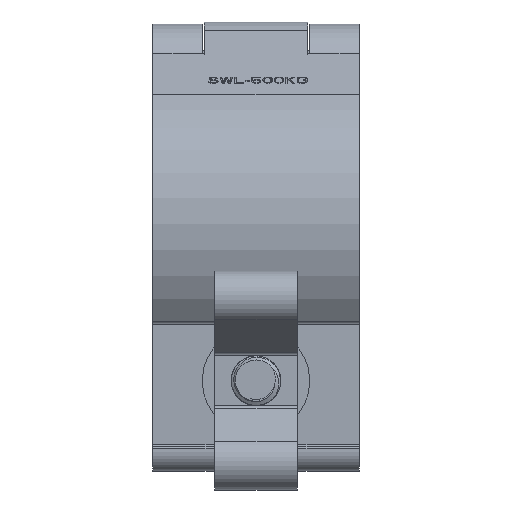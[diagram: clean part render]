
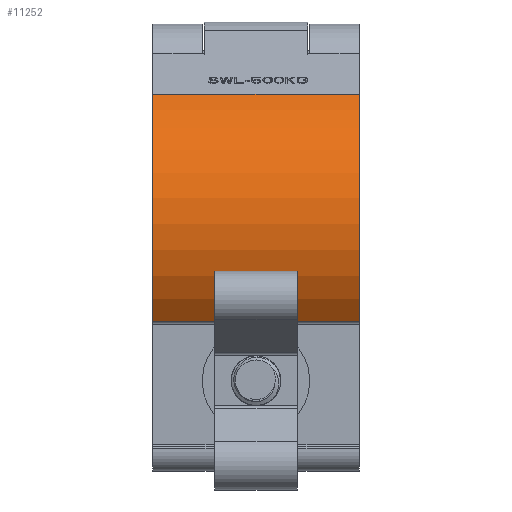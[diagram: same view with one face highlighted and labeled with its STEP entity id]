
A CAD part, top view. The second image highlights one B-rep face of the part: STEP entity #11252.
In plain terms, the highlighted cylindrical face has radius 36.86 mm (diameter 73.72 mm), a partial arc.
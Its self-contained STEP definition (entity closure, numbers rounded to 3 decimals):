
#194=CYLINDRICAL_SURFACE('',#12030,36.86);
#807=LINE('',#15961,#1979);
#1081=LINE('',#16536,#2253);
#1979=VECTOR('',#13114,50.);
#2253=VECTOR('',#13430,50.);
#3125=FACE_OUTER_BOUND('',#3776,.T.);
#3776=EDGE_LOOP('',(#8428,#8429,#8430,#8431));
#4422=CIRCLE('',#12001,36.86);
#4441=CIRCLE('',#12029,36.86);
#4993=VERTEX_POINT('',#15917);
#4995=VERTEX_POINT('',#15920);
#5013=VERTEX_POINT('',#15959);
#5293=VERTEX_POINT('',#16532);
#6191=EDGE_CURVE('',#4995,#4993,#4422,.T.);
#6211=EDGE_CURVE('',#4993,#5013,#807,.T.);
#6497=EDGE_CURVE('',#5293,#5013,#4441,.T.);
#6498=EDGE_CURVE('',#4995,#5293,#1081,.T.);
#8428=ORIENTED_EDGE('',*,*,#6211,.T.);
#8429=ORIENTED_EDGE('',*,*,#6497,.F.);
#8430=ORIENTED_EDGE('',*,*,#6498,.F.);
#8431=ORIENTED_EDGE('',*,*,#6191,.T.);
#11252=ADVANCED_FACE('',(#3125),#194,.T.);
#12001=AXIS2_PLACEMENT_3D('',#15921,#13083,#13084);
#12029=AXIS2_PLACEMENT_3D('',#16534,#13426,#13427);
#12030=AXIS2_PLACEMENT_3D('',#16535,#13428,#13429);
#13083=DIRECTION('center_axis',(-1.,0.,0.));
#13084=DIRECTION('ref_axis',(0.,-0.63,0.777));
#13114=DIRECTION('',(-1.,0.,0.));
#13426=DIRECTION('center_axis',(-1.,0.,0.));
#13427=DIRECTION('ref_axis',(0.,-0.63,0.777));
#13428=DIRECTION('center_axis',(-1.,0.,0.));
#13429=DIRECTION('ref_axis',(0.,-0.999,-0.032));
#13430=DIRECTION('',(-1.,0.,0.));
#15917=CARTESIAN_POINT('',(263.206,-54.435,-7.254));
#15920=CARTESIAN_POINT('',(263.206,-109.347,2.591));
#15921=CARTESIAN_POINT('Origin',(263.206,-86.143,-26.048));
#15959=CARTESIAN_POINT('',(213.206,-54.435,-7.254));
#15961=CARTESIAN_POINT('',(263.206,-54.435,-7.254));
#16532=CARTESIAN_POINT('',(213.206,-109.347,2.591));
#16534=CARTESIAN_POINT('Origin',(213.206,-86.143,-26.048));
#16535=CARTESIAN_POINT('Origin',(263.206,-86.143,-26.048));
#16536=CARTESIAN_POINT('',(263.206,-109.347,2.591));
